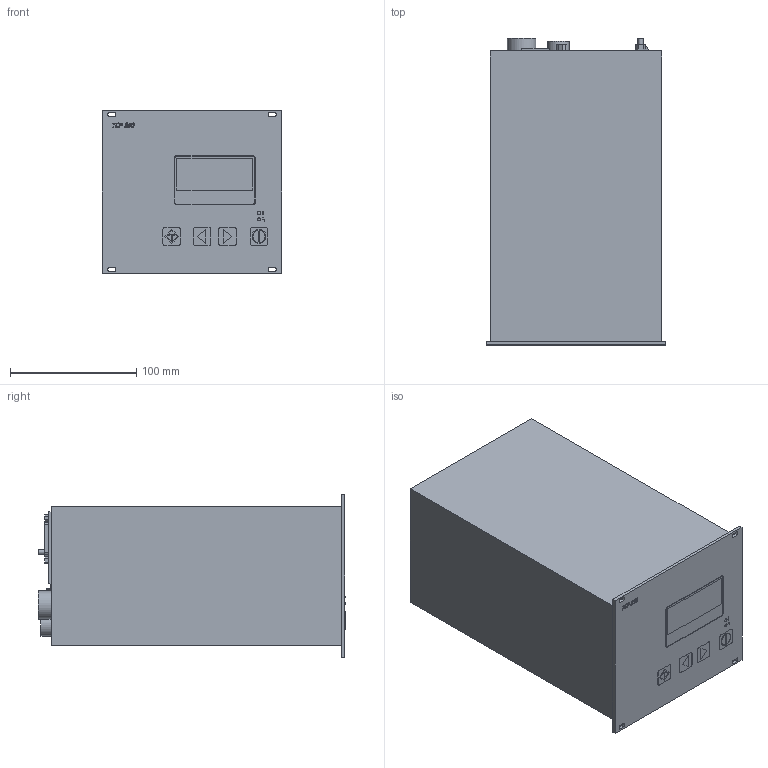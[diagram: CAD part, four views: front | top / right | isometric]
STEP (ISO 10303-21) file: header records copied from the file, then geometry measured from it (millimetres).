
FILE_DESCRIPTION((''),'2;1');
FILE_NAME('PM902290.stp','2010-01-22T10:56:34',('MARXMANKEL'),(''),'Autodesk Inventor 2009','Autodesk Inventor 2009','');
FILE_SCHEMA(('AUTOMOTIVE_DESIGN { 1 0 10303 214 1 1 1 1 }'));
Length unit declared in the file: millimetre
Products named in the file (1): PM902290
Bounding box: 142 x 242.9 x 128.7 mm (x, y, z)
Volume: 3485318.4 mm3; surface area: 158533.6 mm2
Topology: 1 solids, 1 shells, 1058 faces, 2774 edges, 1850 vertices
Faces by surface type: plane 677, bspline 306, cylinder 75
Full cylindrical faces by diameter (mm): 1.155 x26, 4 x1, 9.6 x1, 11 x1, 11.5 x1, 13.8 x1, 16.5 x1, 17 x1, 22.5 x1
Entity records: 34666 total; most frequent: CARTESIAN_POINT 9617, ORIENTED_EDGE 5480, DIRECTION 3790, EDGE_CURVE 2740, VECTOR 1980, LINE 1980, VERTEX_POINT 1850, EDGE_LOOP 1232
